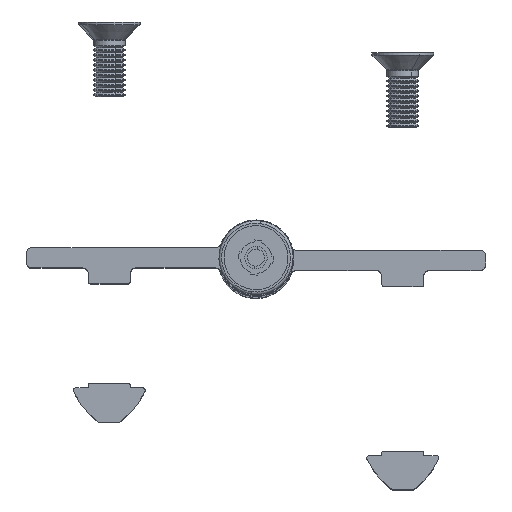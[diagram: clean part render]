
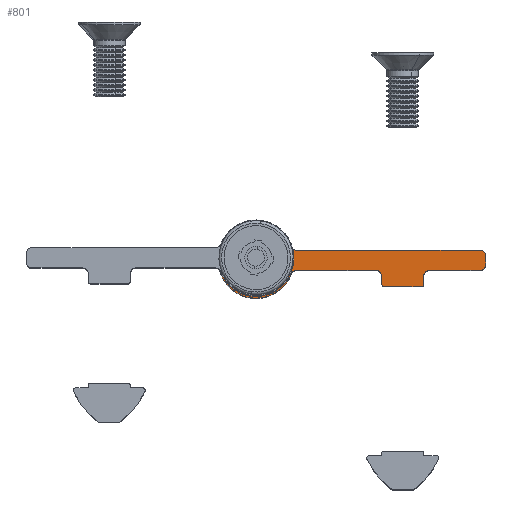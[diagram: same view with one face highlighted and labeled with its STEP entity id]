
A CAD part, top view. The second image highlights one B-rep face of the part: STEP entity #801.
In plain terms, the highlighted planar face has unit normal (0, 0, 1).
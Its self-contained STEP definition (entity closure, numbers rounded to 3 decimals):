
#801=ADVANCED_FACE('NONE',(#2033,#2034),#2035,.F.);
#2033=FACE_OUTER_BOUND('',#3816,.T.);
#2034=FACE_BOUND('',#3817,.T.);
#2035=PLANE('',#3818);
#3816=EDGE_LOOP('',(#5707,#5708,#5709,#5710,#5711,#5712,#5713,#5714,#5715,#5716,#5717,#5718,#5719,#5720,#5721,#5722,#5723));
#3817=EDGE_LOOP('',(#5724,#5725));
#3818=AXIS2_PLACEMENT_3D('',#5726,#5727,#5728);
#5707=ORIENTED_EDGE('',*,*,#10446,.F.);
#5708=ORIENTED_EDGE('',*,*,#10447,.T.);
#5709=ORIENTED_EDGE('',*,*,#10448,.F.);
#5710=ORIENTED_EDGE('',*,*,#10449,.T.);
#5711=ORIENTED_EDGE('',*,*,#10450,.F.);
#5712=ORIENTED_EDGE('',*,*,#10451,.T.);
#5713=ORIENTED_EDGE('',*,*,#10452,.F.);
#5714=ORIENTED_EDGE('',*,*,#10453,.T.);
#5715=ORIENTED_EDGE('',*,*,#10454,.F.);
#5716=ORIENTED_EDGE('',*,*,#10455,.T.);
#5717=ORIENTED_EDGE('',*,*,#10456,.F.);
#5718=ORIENTED_EDGE('',*,*,#10457,.T.);
#5719=ORIENTED_EDGE('',*,*,#10406,.F.);
#5720=ORIENTED_EDGE('',*,*,#10458,.F.);
#5721=ORIENTED_EDGE('',*,*,#10459,.T.);
#5722=ORIENTED_EDGE('',*,*,#10460,.F.);
#5723=ORIENTED_EDGE('',*,*,#10461,.T.);
#5724=ORIENTED_EDGE('',*,*,#10425,.T.);
#5725=ORIENTED_EDGE('',*,*,#10462,.T.);
#5726=CARTESIAN_POINT('',(0.,0.,-219.257));
#5727=DIRECTION('',(0.,0.,-1.0));
#5728=DIRECTION('',(-1.0,0.,0.));
#10406=EDGE_CURVE('NONE',#12368,#12371,#12372,.T.);
#10425=EDGE_CURVE('NONE',#12403,#12401,#12404,.T.);
#10446=EDGE_CURVE('NONE',#12440,#12441,#12442,.T.);
#10447=EDGE_CURVE('NONE',#12440,#12443,#12444,.T.);
#10448=EDGE_CURVE('NONE',#12445,#12443,#12446,.T.);
#10449=EDGE_CURVE('NONE',#12445,#12447,#12448,.T.);
#10450=EDGE_CURVE('NONE',#12449,#12447,#12450,.T.);
#10451=EDGE_CURVE('NONE',#12449,#12451,#12452,.T.);
#10452=EDGE_CURVE('NONE',#12453,#12451,#12454,.T.);
#10453=EDGE_CURVE('NONE',#12453,#12455,#12456,.T.);
#10454=EDGE_CURVE('NONE',#12457,#12455,#12458,.T.);
#10455=EDGE_CURVE('NONE',#12457,#12459,#12460,.T.);
#10456=EDGE_CURVE('NONE',#12461,#12459,#12462,.T.);
#10457=EDGE_CURVE('NONE',#12461,#12371,#12463,.T.);
#10458=EDGE_CURVE('NONE',#12464,#12368,#12465,.T.);
#10459=EDGE_CURVE('NONE',#12464,#12466,#12467,.T.);
#10460=EDGE_CURVE('NONE',#12468,#12466,#12469,.T.);
#10461=EDGE_CURVE('NONE',#12468,#12441,#12470,.T.);
#10462=EDGE_CURVE('NONE',#12401,#12403,#12471,.T.);
#12368=VERTEX_POINT('',#15170);
#12371=VERTEX_POINT('NONE',#15174);
#12372=CIRCLE('',#15175,7.1);
#12401=VERTEX_POINT('NONE',#15211);
#12403=VERTEX_POINT('NONE',#15214);
#12404=CIRCLE('',#15215,4.0);
#12440=VERTEX_POINT('NONE',#15259);
#12441=VERTEX_POINT('NONE',#15260);
#12442=LINE('',#15261,#15262);
#12443=VERTEX_POINT('NONE',#15263);
#12444=CIRCLE('',#15264,0.5);
#12445=VERTEX_POINT('NONE',#15265);
#12446=LINE('',#15266,#15267);
#12447=VERTEX_POINT('NONE',#15268);
#12448=CIRCLE('',#15269,0.5);
#12449=VERTEX_POINT('NONE',#15270);
#12450=LINE('',#15271,#15272);
#12451=VERTEX_POINT('NONE',#15273);
#12452=CIRCLE('',#15274,1.0);
#12453=VERTEX_POINT('NONE',#15275);
#12454=LINE('',#15276,#15277);
#12455=VERTEX_POINT('NONE',#15278);
#12456=CIRCLE('',#15279,1.0);
#12457=VERTEX_POINT('NONE',#15280);
#12458=LINE('',#15281,#15282);
#12459=VERTEX_POINT('NONE',#15283);
#12460=CIRCLE('',#15284,1.0);
#12461=VERTEX_POINT('NONE',#15285);
#12462=LINE('',#15286,#15287);
#12463=CIRCLE('',#15288,1.0);
#12464=VERTEX_POINT('NONE',#15289);
#12465=CIRCLE('',#15290,7.1);
#12466=VERTEX_POINT('NONE',#15291);
#12467=CIRCLE('',#15292,1.0);
#12468=VERTEX_POINT('NONE',#15293);
#12469=LINE('',#15294,#15295);
#12470=CIRCLE('',#15296,1.0);
#12471=CIRCLE('',#15297,4.0);
#15170=CARTESIAN_POINT('',(-7.1,0.,-219.257));
#15174=CARTESIAN_POINT('',(6.629,2.542,-219.257));
#15175=AXIS2_PLACEMENT_3D('',#19124,#19125,#19126);
#15211=CARTESIAN_POINT('',(-4.0,0.,-219.257));
#15214=CARTESIAN_POINT('',(4.0,0.,-219.257));
#15215=AXIS2_PLACEMENT_3D('',#19153,#19154,#19155);
#15259=CARTESIAN_POINT('',(23.55,-4.4,-219.257));
#15260=CARTESIAN_POINT('',(23.55,-2.9,-219.257));
#15261=CARTESIAN_POINT('',(23.55,-4.9,-219.257));
#15262=VECTOR('',#19194,1000.0);
#15263=CARTESIAN_POINT('',(24.05,-4.9,-219.257));
#15264=AXIS2_PLACEMENT_3D('',#19195,#19196,#19197);
#15265=CARTESIAN_POINT('',(30.95,-4.9,-219.257));
#15266=CARTESIAN_POINT('',(31.45,-4.9,-219.257));
#15267=VECTOR('',#19198,1000.0);
#15268=CARTESIAN_POINT('',(31.45,-4.4,-219.257));
#15269=AXIS2_PLACEMENT_3D('',#19199,#19200,#19201);
#15270=CARTESIAN_POINT('',(31.45,-2.9,-219.257));
#15271=CARTESIAN_POINT('',(31.45,-1.9,-219.257));
#15272=VECTOR('',#19202,1000.0);
#15273=CARTESIAN_POINT('',(32.45,-1.9,-219.257));
#15274=AXIS2_PLACEMENT_3D('',#19203,#19204,#19205);
#15275=CARTESIAN_POINT('',(42.0,-1.9,-219.257));
#15276=CARTESIAN_POINT('',(31.45,-1.9,-219.257));
#15277=VECTOR('',#19206,1000.0);
#15278=CARTESIAN_POINT('',(43.0,-0.9,-219.257));
#15279=AXIS2_PLACEMENT_3D('',#19207,#19208,#19209);
#15280=CARTESIAN_POINT('',(43.0,0.9,-219.257));
#15281=CARTESIAN_POINT('',(43.0,-1.9,-219.257));
#15282=VECTOR('',#19210,1000.0);
#15283=CARTESIAN_POINT('',(42.0,1.9,-219.257));
#15284=AXIS2_PLACEMENT_3D('',#19211,#19212,#19213);
#15285=CARTESIAN_POINT('',(7.563,1.9,-219.257));
#15286=CARTESIAN_POINT('',(6.841,1.9,-219.257));
#15287=VECTOR('',#19214,1000.0);
#15288=AXIS2_PLACEMENT_3D('',#19215,#19216,#19217);
#15289=CARTESIAN_POINT('',(6.629,-2.542,-219.257));
#15290=AXIS2_PLACEMENT_3D('',#19218,#19219,#19220);
#15291=CARTESIAN_POINT('',(7.563,-1.9,-219.257));
#15292=AXIS2_PLACEMENT_3D('',#19221,#19222,#19223);
#15293=CARTESIAN_POINT('',(22.55,-1.9,-219.257));
#15294=CARTESIAN_POINT('',(6.841,-1.9,-219.257));
#15295=VECTOR('',#19224,1000.0);
#15296=AXIS2_PLACEMENT_3D('',#19225,#19226,#19227);
#15297=AXIS2_PLACEMENT_3D('',#19228,#19229,#19230);
#19124=CARTESIAN_POINT('',(0.,0.,-219.257));
#19125=DIRECTION('',(0.,0.,-1.0));
#19126=DIRECTION('',(-1.0,0.,0.));
#19153=CARTESIAN_POINT('',(0.,0.,-219.257));
#19154=DIRECTION('',(0.,0.,-1.0));
#19155=DIRECTION('',(-1.0,0.,0.));
#19194=DIRECTION('',(0.,1.0,0.));
#19195=CARTESIAN_POINT('',(24.05,-4.4,-219.257));
#19196=DIRECTION('',(0.,0.,1.0));
#19197=DIRECTION('',(-1.0,0.,0.));
#19198=DIRECTION('',(-1.0,0.,0.));
#19199=CARTESIAN_POINT('',(30.95,-4.4,-219.257));
#19200=DIRECTION('',(0.,0.,1.0));
#19201=DIRECTION('',(-1.0,0.,0.));
#19202=DIRECTION('',(0.,-1.0,0.));
#19203=CARTESIAN_POINT('',(32.45,-2.9,-219.257));
#19204=DIRECTION('',(0.,0.,-1.0));
#19205=DIRECTION('',(-1.0,0.,0.));
#19206=DIRECTION('',(-1.0,0.,0.));
#19207=CARTESIAN_POINT('',(42.0,-0.9,-219.257));
#19208=DIRECTION('',(0.,0.,1.0));
#19209=DIRECTION('',(-1.0,0.,0.));
#19210=DIRECTION('',(0.,-1.0,0.));
#19211=CARTESIAN_POINT('',(42.0,0.9,-219.257));
#19212=DIRECTION('',(0.,0.,1.0));
#19213=DIRECTION('',(-1.0,0.,0.));
#19214=DIRECTION('',(1.0,0.,0.));
#19215=CARTESIAN_POINT('',(7.563,2.9,-219.257));
#19216=DIRECTION('',(0.,0.,-1.0));
#19217=DIRECTION('',(-1.0,0.,0.));
#19218=CARTESIAN_POINT('',(0.,0.,-219.257));
#19219=DIRECTION('',(0.,0.,-1.0));
#19220=DIRECTION('',(-1.0,0.,0.));
#19221=CARTESIAN_POINT('',(7.563,-2.9,-219.257));
#19222=DIRECTION('',(0.,0.,-1.0));
#19223=DIRECTION('',(-1.0,0.,0.));
#19224=DIRECTION('',(-1.0,0.,0.));
#19225=CARTESIAN_POINT('',(22.55,-2.9,-219.257));
#19226=DIRECTION('',(0.,0.,-1.0));
#19227=DIRECTION('',(-1.0,0.,0.));
#19228=CARTESIAN_POINT('',(0.,0.,-219.257));
#19229=DIRECTION('',(0.,0.,-1.0));
#19230=DIRECTION('',(-1.0,0.,0.));
